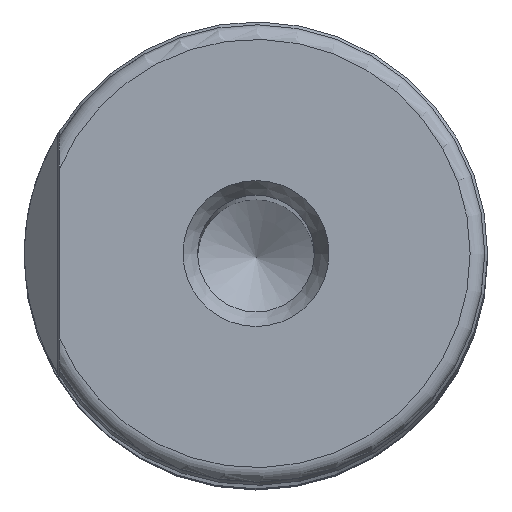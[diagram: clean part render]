
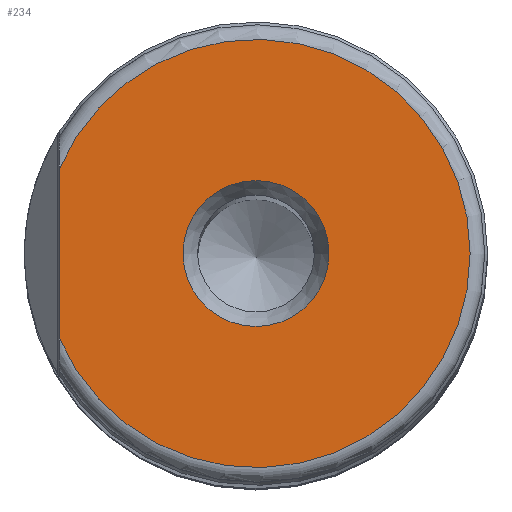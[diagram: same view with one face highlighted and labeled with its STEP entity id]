
A CAD part, top view. The second image highlights one B-rep face of the part: STEP entity #234.
In plain terms, the highlighted planar face has unit normal (0, 0, 1).
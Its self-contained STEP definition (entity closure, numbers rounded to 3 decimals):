
#197=PLANE('',#1012);
#234=ADVANCED_FACE('',(#339,#340),#197,.F.);
#297=LINE('',#2106,#310);
#310=VECTOR('',#1115,1.);
#339=FACE_BOUND('',#445,.T.);
#340=FACE_BOUND('',#446,.T.);
#445=EDGE_LOOP('',(#580,#581));
#446=EDGE_LOOP('',(#582));
#580=ORIENTED_EDGE('',*,*,#789,.T.);
#581=ORIENTED_EDGE('',*,*,#802,.T.);
#582=ORIENTED_EDGE('',*,*,#801,.T.);
#716=VERTEX_POINT('',#1717);
#717=VERTEX_POINT('',#1718);
#728=VERTEX_POINT('',#2104);
#789=EDGE_CURVE('',#716,#717,#852,.T.);
#801=EDGE_CURVE('',#728,#728,#858,.T.);
#802=EDGE_CURVE('',#717,#716,#297,.T.);
#852=CIRCLE('',#998,14.675);
#858=CIRCLE('',#1010,5.);
#998=AXIS2_PLACEMENT_3D('',#1716,#1087,#1088);
#1010=AXIS2_PLACEMENT_3D('',#2103,#1111,#1112);
#1012=AXIS2_PLACEMENT_3D('',#2107,#1116,#1117);
#1087=DIRECTION('',(0.,0.,1.));
#1088=DIRECTION('',(-1.,0.,0.));
#1111=DIRECTION('',(0.,0.,-1.));
#1112=DIRECTION('',(-1.,0.,0.));
#1115=DIRECTION('',(0.,-1.,0.));
#1116=DIRECTION('',(0.,0.,-1.));
#1117=DIRECTION('',(-1.,0.,0.));
#1716=CARTESIAN_POINT('',(0.,0.,190.5));
#1717=CARTESIAN_POINT('',(-13.487,-5.783,190.5));
#1718=CARTESIAN_POINT('',(-13.487,5.783,190.5));
#2103=CARTESIAN_POINT('',(0.,0.,190.5));
#2104=CARTESIAN_POINT('',(-5.,0.,190.5));
#2106=CARTESIAN_POINT('',(-13.487,17.5,190.5));
#2107=CARTESIAN_POINT('',(0.,-15.875,190.5));
